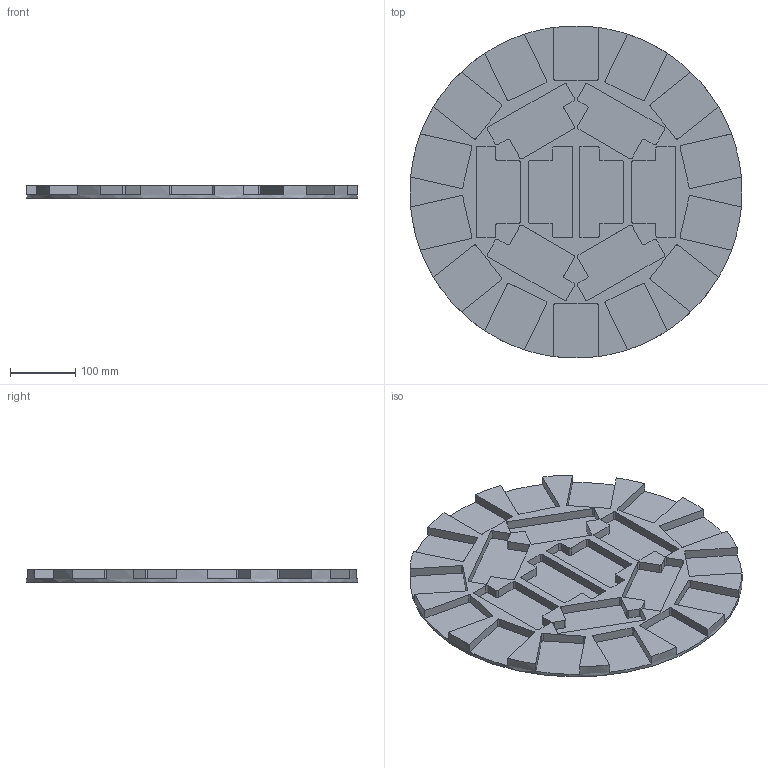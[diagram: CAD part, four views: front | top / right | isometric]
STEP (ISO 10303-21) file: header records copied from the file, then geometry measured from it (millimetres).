
FILE_DESCRIPTION(/* description */ ('STEP AP242','CAx-IF Rec.Pracs.---Representation and Presentation of Product Manufacturing Information (PMI)---4.0---2014-10-13','CAx-IF Rec.Pracs.---3D Tessellated Geometry---0.4---2014-09-14','2;1'),/* implementation_level */ '2;1');
FILE_NAME(/* name */ '66c26557c638c1084162c9e2',/* time_stamp */ '2024-08-18T21:19:19Z',/* author */ (''),/* organization */ (''),/* preprocessor_version */ 'ST-DEVELOPER v20',/* originating_system */ ' ',/* authorisation */ ' ');
FILE_SCHEMA (('AP242_MANAGED_MODEL_BASED_3D_ENGINEERING_MIM_LF { 1 0 10303 442 1 1 4 }'));
Length unit declared in the file: metre
Products named in the file (1): Part 1
Bounding box: 507.88 x 507.55 x 19.05 mm (x, y, z)
Volume: 1892419.3 mm3; surface area: 512449.2 mm2
Topology: 1 solids, 1 shells, 223 faces, 639 edges, 426 vertices
Faces by surface type: plane 130, cylinder 93
Full cylindrical faces by diameter (mm): 508 x1
Entity records: 7354 total; most frequent: DIRECTION 1298, CARTESIAN_POINT 1286, ORIENTED_EDGE 1274, EDGE_CURVE 637, AXIS2_PLACEMENT_3D 437, VERTEX_POINT 425, LINE 424, VECTOR 424
